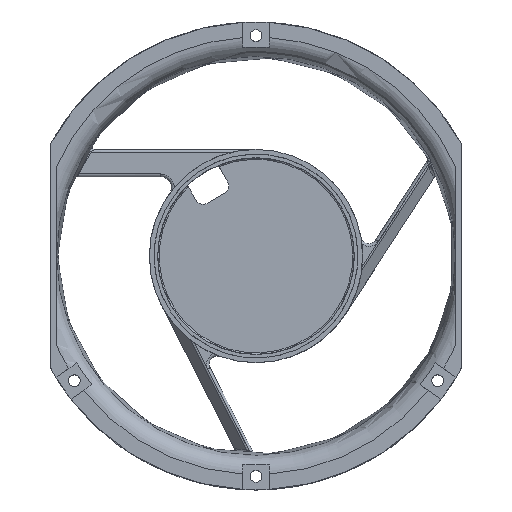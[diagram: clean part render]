
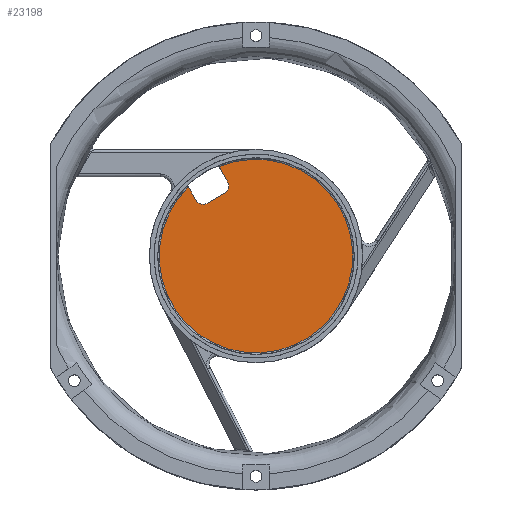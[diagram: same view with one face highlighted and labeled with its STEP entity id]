
A CAD part, top view. The second image highlights one B-rep face of the part: STEP entity #23198.
In plain terms, the highlighted planar face has unit normal (0, 0, 1).
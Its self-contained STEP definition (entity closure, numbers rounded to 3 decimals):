
#9975 = PLANE('',#9976);
#9976 = AXIS2_PLACEMENT_3D('',#9977,#9978,#9979);
#9977 = CARTESIAN_POINT('',(-20.521,17.943,0.));
#9978 = DIRECTION('',(-0.866,-0.5,0.));
#9979 = DIRECTION('',(-0.5,0.866,0.));
#10032 = PLANE('',#10033);
#10033 = AXIS2_PLACEMENT_3D('',#10034,#10035,#10036);
#10034 = CARTESIAN_POINT('',(-16.454,37.7,0.));
#10035 = DIRECTION('',(0.866,0.5,0.));
#10036 = DIRECTION('',(0.5,-0.866,0.));
#22601 = VERTEX_POINT('',#22602);
#22602 = CARTESIAN_POINT('',(-24.864,25.466,1.5));
#22630 = TOROIDAL_SURFACE('',#22631,35.591,0.5);
#22631 = AXIS2_PLACEMENT_3D('',#22632,#22633,#22634);
#22632 = CARTESIAN_POINT('',(0.,0.,2.));
#22633 = DIRECTION('',(0.,0.,-1.));
#22634 = DIRECTION('',(1.,-0.01,0.));
#22664 = EDGE_CURVE('',#22601,#22665,#22667,.T.);
#22665 = VERTEX_POINT('',#22666);
#22666 = CARTESIAN_POINT('',(-22.021,20.542,1.5));
#22667 = SURFACE_CURVE('',#22668,(#22672,#22679),.PCURVE_S1.);
#22668 = LINE('',#22669,#22670);
#22669 = CARTESIAN_POINT('',(-24.864,25.466,1.5));
#22670 = VECTOR('',#22671,1.);
#22671 = DIRECTION('',(0.5,-0.866,0.));
#22672 = PCURVE('',#9975,#22673);
#22673 = DEFINITIONAL_REPRESENTATION('',(#22674),#22678);
#22674 = LINE('',#22675,#22676);
#22675 = CARTESIAN_POINT('',(8.686,-1.5));
#22676 = VECTOR('',#22677,1.);
#22677 = DIRECTION('',(-1.,-0.));
#22678 = ( GEOMETRIC_REPRESENTATION_CONTEXT(2) 
PARAMETRIC_REPRESENTATION_CONTEXT() REPRESENTATION_CONTEXT('2D SPACE',''
  ) );
#22679 = PCURVE('',#22680,#22685);
#22680 = PLANE('',#22681);
#22681 = AXIS2_PLACEMENT_3D('',#22682,#22683,#22684);
#22682 = CARTESIAN_POINT('',(0.,0.,1.5));
#22683 = DIRECTION('',(0.,0.,-1.));
#22684 = DIRECTION('',(1.,0.,0.));
#22685 = DEFINITIONAL_REPRESENTATION('',(#22686),#22690);
#22686 = LINE('',#22687,#22688);
#22687 = CARTESIAN_POINT('',(-24.864,-25.466));
#22688 = VECTOR('',#22689,1.);
#22689 = DIRECTION('',(0.5,0.866));
#22690 = ( GEOMETRIC_REPRESENTATION_CONTEXT(2) 
PARAMETRIC_REPRESENTATION_CONTEXT() REPRESENTATION_CONTEXT('2D SPACE',''
  ) );
#22708 = CYLINDRICAL_SURFACE('',#22709,3.);
#22709 = AXIS2_PLACEMENT_3D('',#22710,#22711,#22712);
#22710 = CARTESIAN_POINT('',(-19.423,22.042,
    -0.385));
#22711 = DIRECTION('',(0.,0.,1.));
#22712 = DIRECTION('',(-0.866,-0.5,0.));
#22830 = VERTEX_POINT('',#22831);
#22831 = CARTESIAN_POINT('',(-10.416,27.242,1.5));
#22845 = CYLINDRICAL_SURFACE('',#22846,3.);
#22846 = AXIS2_PLACEMENT_3D('',#22847,#22848,#22849);
#22847 = CARTESIAN_POINT('',(-13.014,25.742,
    -0.197));
#22848 = DIRECTION('',(0.,0.,1.));
#22849 = DIRECTION('',(0.5,-0.866,0.));
#22857 = EDGE_CURVE('',#22830,#22858,#22860,.T.);
#22858 = VERTEX_POINT('',#22859);
#22859 = CARTESIAN_POINT('',(-13.663,32.865,1.5));
#22860 = SURFACE_CURVE('',#22861,(#22865,#22872),.PCURVE_S1.);
#22861 = LINE('',#22862,#22863);
#22862 = CARTESIAN_POINT('',(-10.416,27.242,1.5));
#22863 = VECTOR('',#22864,1.);
#22864 = DIRECTION('',(-0.5,0.866,0.));
#22865 = PCURVE('',#10032,#22866);
#22866 = DEFINITIONAL_REPRESENTATION('',(#22867),#22871);
#22867 = LINE('',#22868,#22869);
#22868 = CARTESIAN_POINT('',(12.076,-1.5));
#22869 = VECTOR('',#22870,1.);
#22870 = DIRECTION('',(-1.,0.));
#22871 = ( GEOMETRIC_REPRESENTATION_CONTEXT(2) 
PARAMETRIC_REPRESENTATION_CONTEXT() REPRESENTATION_CONTEXT('2D SPACE',''
  ) );
#22872 = PCURVE('',#22680,#22873);
#22873 = DEFINITIONAL_REPRESENTATION('',(#22874),#22878);
#22874 = LINE('',#22875,#22876);
#22875 = CARTESIAN_POINT('',(-10.416,-27.242));
#22876 = VECTOR('',#22877,1.);
#22877 = DIRECTION('',(-0.5,-0.866));
#22878 = ( GEOMETRIC_REPRESENTATION_CONTEXT(2) 
PARAMETRIC_REPRESENTATION_CONTEXT() REPRESENTATION_CONTEXT('2D SPACE',''
  ) );
#23012 = EDGE_CURVE('',#23013,#22830,#23015,.T.);
#23013 = VERTEX_POINT('',#23014);
#23014 = CARTESIAN_POINT('',(-11.514,23.143,1.5));
#23015 = SURFACE_CURVE('',#23016,(#23021,#23028),.PCURVE_S1.);
#23016 = CIRCLE('',#23017,3.);
#23017 = AXIS2_PLACEMENT_3D('',#23018,#23019,#23020);
#23018 = CARTESIAN_POINT('',(-13.014,25.742,1.5));
#23019 = DIRECTION('',(0.,0.,1.));
#23020 = DIRECTION('',(0.5,-0.866,0.));
#23021 = PCURVE('',#22845,#23022);
#23022 = DEFINITIONAL_REPRESENTATION('',(#23023),#23027);
#23023 = LINE('',#23024,#23025);
#23024 = CARTESIAN_POINT('',(0.,1.697));
#23025 = VECTOR('',#23026,1.);
#23026 = DIRECTION('',(1.,0.));
#23027 = ( GEOMETRIC_REPRESENTATION_CONTEXT(2) 
PARAMETRIC_REPRESENTATION_CONTEXT() REPRESENTATION_CONTEXT('2D SPACE',''
  ) );
#23028 = PCURVE('',#22680,#23029);
#23029 = DEFINITIONAL_REPRESENTATION('',(#23030),#23038);
#23030 = ( BOUNDED_CURVE() B_SPLINE_CURVE(2,(#23031,#23032,#23033,#23034
    ,#23035,#23036,#23037),.UNSPECIFIED.,.T.,.F.) 
B_SPLINE_CURVE_WITH_KNOTS((1,2,2,2,2,1),(-2.094,0.,
    2.094,4.189,6.283,8.378),
.UNSPECIFIED.) CURVE() GEOMETRIC_REPRESENTATION_ITEM() 
RATIONAL_B_SPLINE_CURVE((1.,0.5,1.,0.5,1.,0.5,1.)) REPRESENTATION_ITEM(
  '') );
#23031 = CARTESIAN_POINT('',(-11.514,-23.143));
#23032 = CARTESIAN_POINT('',(-7.014,-25.742));
#23033 = CARTESIAN_POINT('',(-11.514,-28.34));
#23034 = CARTESIAN_POINT('',(-16.014,-30.938));
#23035 = CARTESIAN_POINT('',(-16.014,-25.742));
#23036 = CARTESIAN_POINT('',(-16.014,-20.545));
#23037 = CARTESIAN_POINT('',(-11.514,-23.143));
#23038 = ( GEOMETRIC_REPRESENTATION_CONTEXT(2) 
PARAMETRIC_REPRESENTATION_CONTEXT() REPRESENTATION_CONTEXT('2D SPACE',''
  ) );
#23054 = PLANE('',#23055);
#23055 = AXIS2_PLACEMENT_3D('',#23056,#23057,#23058);
#23056 = CARTESIAN_POINT('',(-8.916,24.643,0.));
#23057 = DIRECTION('',(0.5,-0.866,0.));
#23058 = DIRECTION('',(-0.866,-0.5,0.));
#23072 = VERTEX_POINT('',#23073);
#23073 = CARTESIAN_POINT('',(-17.923,19.443,1.5));
#23094 = EDGE_CURVE('',#23072,#23013,#23095,.T.);
#23095 = SURFACE_CURVE('',#23096,(#23100,#23107),.PCURVE_S1.);
#23096 = LINE('',#23097,#23098);
#23097 = CARTESIAN_POINT('',(-17.923,19.443,1.5));
#23098 = VECTOR('',#23099,1.);
#23099 = DIRECTION('',(0.866,0.5,0.));
#23100 = PCURVE('',#23054,#23101);
#23101 = DEFINITIONAL_REPRESENTATION('',(#23102),#23106);
#23102 = LINE('',#23103,#23104);
#23103 = CARTESIAN_POINT('',(10.4,-1.5));
#23104 = VECTOR('',#23105,1.);
#23105 = DIRECTION('',(-1.,0.));
#23106 = ( GEOMETRIC_REPRESENTATION_CONTEXT(2) 
PARAMETRIC_REPRESENTATION_CONTEXT() REPRESENTATION_CONTEXT('2D SPACE',''
  ) );
#23107 = PCURVE('',#22680,#23108);
#23108 = DEFINITIONAL_REPRESENTATION('',(#23109),#23113);
#23109 = LINE('',#23110,#23111);
#23110 = CARTESIAN_POINT('',(-17.923,-19.443));
#23111 = VECTOR('',#23112,1.);
#23112 = DIRECTION('',(0.866,-0.5));
#23113 = ( GEOMETRIC_REPRESENTATION_CONTEXT(2) 
PARAMETRIC_REPRESENTATION_CONTEXT() REPRESENTATION_CONTEXT('2D SPACE',''
  ) );
#23163 = EDGE_CURVE('',#22665,#23072,#23164,.T.);
#23164 = SURFACE_CURVE('',#23165,(#23170,#23177),.PCURVE_S1.);
#23165 = CIRCLE('',#23166,3.);
#23166 = AXIS2_PLACEMENT_3D('',#23167,#23168,#23169);
#23167 = CARTESIAN_POINT('',(-19.423,22.042,1.5));
#23168 = DIRECTION('',(0.,0.,1.));
#23169 = DIRECTION('',(-0.866,-0.5,0.));
#23170 = PCURVE('',#22708,#23171);
#23171 = DEFINITIONAL_REPRESENTATION('',(#23172),#23176);
#23172 = LINE('',#23173,#23174);
#23173 = CARTESIAN_POINT('',(0.,1.885));
#23174 = VECTOR('',#23175,1.);
#23175 = DIRECTION('',(1.,0.));
#23176 = ( GEOMETRIC_REPRESENTATION_CONTEXT(2) 
PARAMETRIC_REPRESENTATION_CONTEXT() REPRESENTATION_CONTEXT('2D SPACE',''
  ) );
#23177 = PCURVE('',#22680,#23178);
#23178 = DEFINITIONAL_REPRESENTATION('',(#23179),#23187);
#23179 = ( BOUNDED_CURVE() B_SPLINE_CURVE(2,(#23180,#23181,#23182,#23183
    ,#23184,#23185,#23186),.UNSPECIFIED.,.T.,.F.) 
B_SPLINE_CURVE_WITH_KNOTS((1,2,2,2,2,1),(-2.094,0.,
    2.094,4.189,6.283,8.378),
.UNSPECIFIED.) CURVE() GEOMETRIC_REPRESENTATION_ITEM() 
RATIONAL_B_SPLINE_CURVE((1.,0.5,1.,0.5,1.,0.5,1.)) REPRESENTATION_ITEM(
  '') );
#23180 = CARTESIAN_POINT('',(-22.021,-20.542));
#23181 = CARTESIAN_POINT('',(-19.423,-16.042));
#23182 = CARTESIAN_POINT('',(-16.825,-20.542));
#23183 = CARTESIAN_POINT('',(-14.227,-25.042));
#23184 = CARTESIAN_POINT('',(-19.423,-25.042));
#23185 = CARTESIAN_POINT('',(-24.619,-25.042));
#23186 = CARTESIAN_POINT('',(-22.021,-20.542));
#23187 = ( GEOMETRIC_REPRESENTATION_CONTEXT(2) 
PARAMETRIC_REPRESENTATION_CONTEXT() REPRESENTATION_CONTEXT('2D SPACE',''
  ) );
#23198 = ADVANCED_FACE('',(#23199),#22680,.F.);
#23199 = FACE_BOUND('',#23200,.T.);
#23200 = EDGE_LOOP('',(#23201,#23202,#23203,#23204,#23226,#23227));
#23201 = ORIENTED_EDGE('',*,*,#23094,.F.);
#23202 = ORIENTED_EDGE('',*,*,#23163,.F.);
#23203 = ORIENTED_EDGE('',*,*,#22664,.F.);
#23204 = ORIENTED_EDGE('',*,*,#23205,.F.);
#23205 = EDGE_CURVE('',#22858,#22601,#23206,.T.);
#23206 = SURFACE_CURVE('',#23207,(#23212,#23219),.PCURVE_S1.);
#23207 = CIRCLE('',#23208,35.591);
#23208 = AXIS2_PLACEMENT_3D('',#23209,#23210,#23211);
#23209 = CARTESIAN_POINT('',(0.,0.,1.5));
#23210 = DIRECTION('',(0.,0.,-1.));
#23211 = DIRECTION('',(-0.384,0.923,0.));
#23212 = PCURVE('',#22680,#23213);
#23213 = DEFINITIONAL_REPRESENTATION('',(#23214),#23218);
#23214 = CIRCLE('',#23215,35.591);
#23215 = AXIS2_PLACEMENT_2D('',#23216,#23217);
#23216 = CARTESIAN_POINT('',(0.,0.));
#23217 = DIRECTION('',(-0.384,-0.923));
#23218 = ( GEOMETRIC_REPRESENTATION_CONTEXT(2) 
PARAMETRIC_REPRESENTATION_CONTEXT() REPRESENTATION_CONTEXT('2D SPACE',''
  ) );
#23219 = PCURVE('',#22630,#23220);
#23220 = DEFINITIONAL_REPRESENTATION('',(#23221),#23225);
#23221 = LINE('',#23222,#23223);
#23222 = CARTESIAN_POINT('',(-1.975,1.571));
#23223 = VECTOR('',#23224,1.);
#23224 = DIRECTION('',(1.,0.));
#23225 = ( GEOMETRIC_REPRESENTATION_CONTEXT(2) 
PARAMETRIC_REPRESENTATION_CONTEXT() REPRESENTATION_CONTEXT('2D SPACE',''
  ) );
#23226 = ORIENTED_EDGE('',*,*,#22857,.F.);
#23227 = ORIENTED_EDGE('',*,*,#23012,.F.);
